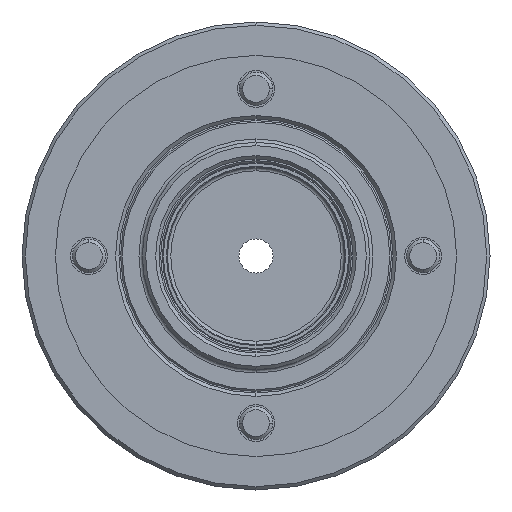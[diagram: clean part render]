
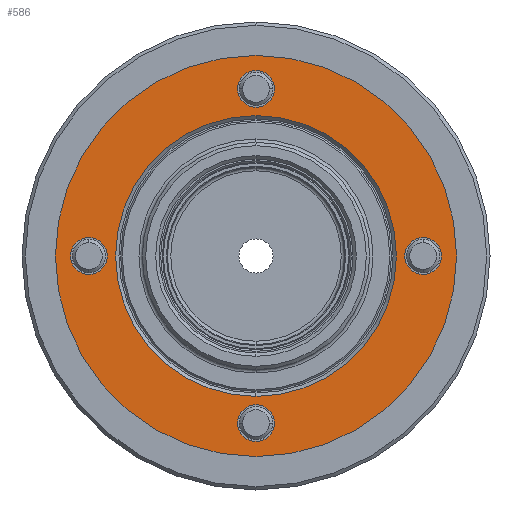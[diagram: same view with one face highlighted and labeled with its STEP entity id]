
A CAD part, left-side view. The second image highlights one B-rep face of the part: STEP entity #586.
In plain terms, the highlighted planar face has unit normal (-1, 0, 0).
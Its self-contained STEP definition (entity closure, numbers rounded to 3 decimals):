
#53 = VERTEX_POINT ( 'NONE', #6107 ) ;
#83 = CARTESIAN_POINT ( 'NONE',  ( 5., 0., -55.5 ) ) ;
#242 = AXIS2_PLACEMENT_3D ( 'NONE', #6140, #1965, #6836 ) ;
#343 = CARTESIAN_POINT ( 'NONE',  ( 5., 0., -50. ) ) ;
#445 = AXIS2_PLACEMENT_3D ( 'NONE', #3359, #8168, #3331 ) ;
#464 = DIRECTION ( 'NONE',  ( 0., 0., -1. ) ) ;
#515 = CARTESIAN_POINT ( 'NONE',  ( 5., 0., 60. ) ) ;
#564 = CARTESIAN_POINT ( 'NONE',  ( 5., -50., -5.5 ) ) ;
#586 = ADVANCED_FACE ( 'NONE', ( #3755, #7223, #3550, #1676, #8860, #5409 ), #4027, .F. ) ;
#651 = DIRECTION ( 'NONE',  ( 1., 0., 0. ) ) ;
#714 = ORIENTED_EDGE ( 'NONE', *, *, #7766, .T. ) ;
#786 = ORIENTED_EDGE ( 'NONE', *, *, #8628, .T. ) ;
#906 = VERTEX_POINT ( 'NONE', #5739 ) ;
#1027 = ORIENTED_EDGE ( 'NONE', *, *, #4213, .T. ) ;
#1033 = DIRECTION ( 'NONE',  ( 0., 0., -1. ) ) ;
#1137 = CARTESIAN_POINT ( 'NONE',  ( 5., 0., 42. ) ) ;
#1259 = CIRCLE ( 'NONE', #4417, 60. ) ;
#1414 = AXIS2_PLACEMENT_3D ( 'NONE', #1752, #6619, #2457 ) ;
#1543 = EDGE_LOOP ( 'NONE', ( #8926, #4115 ) ) ;
#1624 = CIRCLE ( 'NONE', #5854, 5.5 ) ;
#1676 = FACE_BOUND ( 'NONE', #5468, .T. ) ;
#1711 = CARTESIAN_POINT ( 'NONE',  ( 5., 0., 0. ) ) ;
#1752 = CARTESIAN_POINT ( 'NONE',  ( 5., 0., 50. ) ) ;
#1753 = VERTEX_POINT ( 'NONE', #2831 ) ;
#1774 = VERTEX_POINT ( 'NONE', #4282 ) ;
#1855 = VERTEX_POINT ( 'NONE', #7760 ) ;
#1951 = DIRECTION ( 'NONE',  ( 1., 0., 0. ) ) ;
#1965 = DIRECTION ( 'NONE',  ( -1., 0., 0. ) ) ;
#1995 = CARTESIAN_POINT ( 'NONE',  ( 5., -50., 0. ) ) ;
#2037 = CARTESIAN_POINT ( 'NONE',  ( 5., 0., 0. ) ) ;
#2187 = ORIENTED_EDGE ( 'NONE', *, *, #3856, .T. ) ;
#2270 = CIRCLE ( 'NONE', #4603, 5.5 ) ;
#2419 = DIRECTION ( 'NONE',  ( 0., 0., -1. ) ) ;
#2457 = DIRECTION ( 'NONE',  ( 0., 0., -1. ) ) ;
#2464 = ORIENTED_EDGE ( 'NONE', *, *, #7986, .T. ) ;
#2603 = VERTEX_POINT ( 'NONE', #1137 ) ;
#2693 = DIRECTION ( 'NONE',  ( 0., 0., -1. ) ) ;
#2725 = AXIS2_PLACEMENT_3D ( 'NONE', #343, #5229, #1033 ) ;
#2746 = DIRECTION ( 'NONE',  ( 0., 0., -1. ) ) ;
#2767 = CIRCLE ( 'NONE', #8430, 5.5 ) ;
#2831 = CARTESIAN_POINT ( 'NONE',  ( 5., 0., 55.5 ) ) ;
#3025 = ORIENTED_EDGE ( 'NONE', *, *, #4585, .T. ) ;
#3194 = CARTESIAN_POINT ( 'NONE',  ( 5., 50., 5.5 ) ) ;
#3236 = EDGE_CURVE ( 'NONE', #53, #3730, #2270, .T. ) ;
#3331 = DIRECTION ( 'NONE',  ( 0., 0., -1. ) ) ;
#3359 = CARTESIAN_POINT ( 'NONE',  ( 5., 60., 0. ) ) ;
#3402 = EDGE_LOOP ( 'NONE', ( #4185, #8183 ) ) ;
#3511 = CIRCLE ( 'NONE', #4271, 5.5 ) ;
#3550 = FACE_BOUND ( 'NONE', #5448, .T. ) ;
#3579 = CARTESIAN_POINT ( 'NONE',  ( 5., 0., 0. ) ) ;
#3678 = CARTESIAN_POINT ( 'NONE',  ( 5., 0., 50. ) ) ;
#3723 = CARTESIAN_POINT ( 'NONE',  ( 5., -50., 0. ) ) ;
#3730 = VERTEX_POINT ( 'NONE', #3194 ) ;
#3755 = FACE_BOUND ( 'NONE', #1543, .T. ) ;
#3856 = EDGE_CURVE ( 'NONE', #5114, #1855, #6334, .T. ) ;
#3951 = ORIENTED_EDGE ( 'NONE', *, *, #5330, .T. ) ;
#4027 = PLANE ( 'NONE',  #445 ) ;
#4115 = ORIENTED_EDGE ( 'NONE', *, *, #5574, .T. ) ;
#4185 = ORIENTED_EDGE ( 'NONE', *, *, #8326, .T. ) ;
#4213 = EDGE_CURVE ( 'NONE', #906, #1753, #3511, .T. ) ;
#4271 = AXIS2_PLACEMENT_3D ( 'NONE', #3678, #8524, #4389 ) ;
#4278 = DIRECTION ( 'NONE',  ( 0., 0., 1. ) ) ;
#4282 = CARTESIAN_POINT ( 'NONE',  ( 5., 0., -44.5 ) ) ;
#4389 = DIRECTION ( 'NONE',  ( 0., 0., -1. ) ) ;
#4417 = AXIS2_PLACEMENT_3D ( 'NONE', #3579, #8414, #4278 ) ;
#4434 = DIRECTION ( 'NONE',  ( 0., 0., -1. ) ) ;
#4585 = EDGE_CURVE ( 'NONE', #7580, #5897, #8690, .T. ) ;
#4603 = AXIS2_PLACEMENT_3D ( 'NONE', #8774, #4643, #464 ) ;
#4641 = ORIENTED_EDGE ( 'NONE', *, *, #6025, .T. ) ;
#4643 = DIRECTION ( 'NONE',  ( 1., 0., 0. ) ) ;
#4844 = CARTESIAN_POINT ( 'NONE',  ( 5., 0., -50. ) ) ;
#4995 = CIRCLE ( 'NONE', #1414, 5.5 ) ;
#5114 = VERTEX_POINT ( 'NONE', #515 ) ;
#5229 = DIRECTION ( 'NONE',  ( 1., 0., 0. ) ) ;
#5330 = EDGE_CURVE ( 'NONE', #5897, #7580, #1624, .T. ) ;
#5379 = AXIS2_PLACEMENT_3D ( 'NONE', #1711, #6574, #2419 ) ;
#5409 = FACE_OUTER_BOUND ( 'NONE', #5436, .T. ) ;
#5436 = EDGE_LOOP ( 'NONE', ( #2187, #714 ) ) ;
#5448 = EDGE_LOOP ( 'NONE', ( #3025, #3951 ) ) ;
#5468 = EDGE_LOOP ( 'NONE', ( #1027, #4641 ) ) ;
#5538 = DIRECTION ( 'NONE',  ( 0., 0., -1. ) ) ;
#5574 = EDGE_CURVE ( 'NONE', #3730, #53, #8462, .T. ) ;
#5739 = CARTESIAN_POINT ( 'NONE',  ( 5., 0., 44.5 ) ) ;
#5760 = CARTESIAN_POINT ( 'NONE',  ( 5., -50., 5.5 ) ) ;
#5832 = EDGE_LOOP ( 'NONE', ( #786, #2464 ) ) ;
#5854 = AXIS2_PLACEMENT_3D ( 'NONE', #3723, #8562, #4434 ) ;
#5896 = VERTEX_POINT ( 'NONE', #8495 ) ;
#5897 = VERTEX_POINT ( 'NONE', #5760 ) ;
#6025 = EDGE_CURVE ( 'NONE', #1753, #906, #4995, .T. ) ;
#6107 = CARTESIAN_POINT ( 'NONE',  ( 5., 50., -5.5 ) ) ;
#6124 = CARTESIAN_POINT ( 'NONE',  ( 5., 50., 0. ) ) ;
#6140 = CARTESIAN_POINT ( 'NONE',  ( 5., 0., 0. ) ) ;
#6334 = CIRCLE ( 'NONE', #242, 60. ) ;
#6574 = DIRECTION ( 'NONE',  ( 1., 0., 0. ) ) ;
#6619 = DIRECTION ( 'NONE',  ( 1., 0., 0. ) ) ;
#6822 = DIRECTION ( 'NONE',  ( 0., 0., -1. ) ) ;
#6836 = DIRECTION ( 'NONE',  ( 0., 0., 1. ) ) ;
#6863 = DIRECTION ( 'NONE',  ( 1., 0., 0. ) ) ;
#6914 = DIRECTION ( 'NONE',  ( 1., 0., 0. ) ) ;
#7223 = FACE_BOUND ( 'NONE', #5832, .T. ) ;
#7344 = CIRCLE ( 'NONE', #2725, 5.5 ) ;
#7580 = VERTEX_POINT ( 'NONE', #564 ) ;
#7759 = VERTEX_POINT ( 'NONE', #83 ) ;
#7760 = CARTESIAN_POINT ( 'NONE',  ( 5., 0., -60. ) ) ;
#7766 = EDGE_CURVE ( 'NONE', #1855, #5114, #1259, .T. ) ;
#7986 = EDGE_CURVE ( 'NONE', #1774, #7759, #7344, .T. ) ;
#8168 = DIRECTION ( 'NONE',  ( 1., 0., 0. ) ) ;
#8183 = ORIENTED_EDGE ( 'NONE', *, *, #8660, .T. ) ;
#8308 = CIRCLE ( 'NONE', #8902, 42. ) ;
#8326 = EDGE_CURVE ( 'NONE', #2603, #5896, #8418, .T. ) ;
#8414 = DIRECTION ( 'NONE',  ( -1., 0., 0. ) ) ;
#8418 = CIRCLE ( 'NONE', #5379, 42. ) ;
#8430 = AXIS2_PLACEMENT_3D ( 'NONE', #4844, #651, #5538 ) ;
#8462 = CIRCLE ( 'NONE', #8921, 5.5 ) ;
#8495 = CARTESIAN_POINT ( 'NONE',  ( 5., 0., -42. ) ) ;
#8524 = DIRECTION ( 'NONE',  ( 1., 0., 0. ) ) ;
#8562 = DIRECTION ( 'NONE',  ( 1., 0., 0. ) ) ;
#8628 = EDGE_CURVE ( 'NONE', #7759, #1774, #2767, .T. ) ;
#8660 = EDGE_CURVE ( 'NONE', #5896, #2603, #8308, .T. ) ;
#8690 = CIRCLE ( 'NONE', #8724, 5.5 ) ;
#8724 = AXIS2_PLACEMENT_3D ( 'NONE', #1995, #6863, #2693 ) ;
#8774 = CARTESIAN_POINT ( 'NONE',  ( 5., 50., 0. ) ) ;
#8860 = FACE_BOUND ( 'NONE', #3402, .T. ) ;
#8902 = AXIS2_PLACEMENT_3D ( 'NONE', #2037, #6914, #2746 ) ;
#8921 = AXIS2_PLACEMENT_3D ( 'NONE', #6124, #1951, #6822 ) ;
#8926 = ORIENTED_EDGE ( 'NONE', *, *, #3236, .T. ) ;
